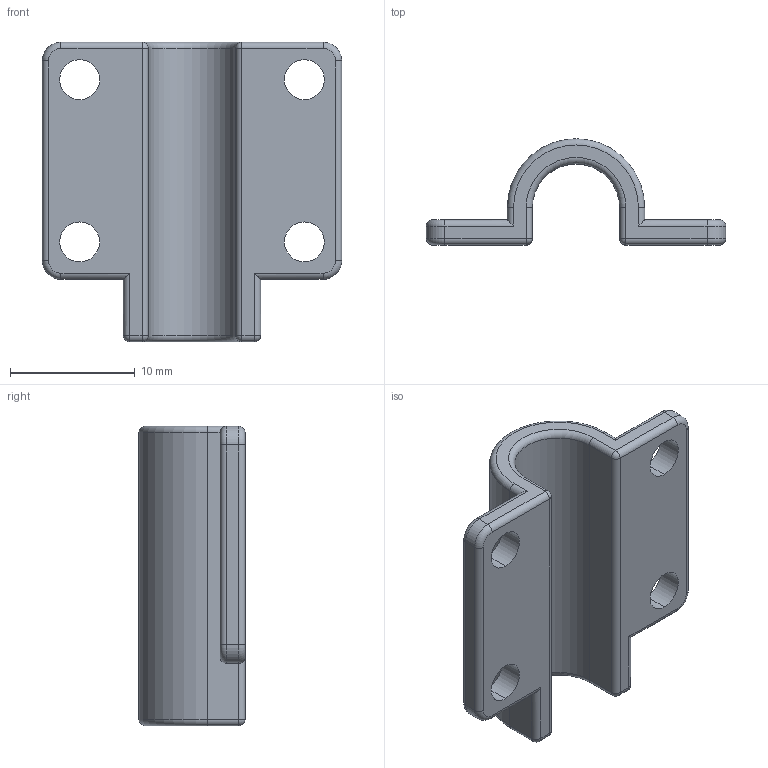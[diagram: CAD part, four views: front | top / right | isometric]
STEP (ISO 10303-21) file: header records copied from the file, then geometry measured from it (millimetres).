
FILE_DESCRIPTION (( 'STEP AP214' ), '1' );
FILE_NAME ('bed cable relief clamp.STEP', '2025-05-20T16:18:00', ( '' ), ( '' ), 'SwSTEP 2.0', 'SolidWorks 2024', '' );
FILE_SCHEMA (( 'AUTOMOTIVE_DESIGN' ));
Length unit declared in the file: millimetre
Products named in the file (1): bed cable relief clamp
Bounding box: 24 x 8.5 x 24 mm (x, y, z)
Volume: 1378.3 mm3; surface area: 1639.1 mm2
Topology: 1 solids, 1 shells, 72 faces, 170 edges, 94 vertices
Faces by surface type: cylinder 40, plane 14, torus 12, sphere 6
Entity records: 2043 total; most frequent: DIRECTION 390, CARTESIAN_POINT 343, ORIENTED_EDGE 328, EDGE_CURVE 164, AXIS2_PLACEMENT_3D 157, VERTEX_POINT 94, CIRCLE 84, EDGE_LOOP 80
